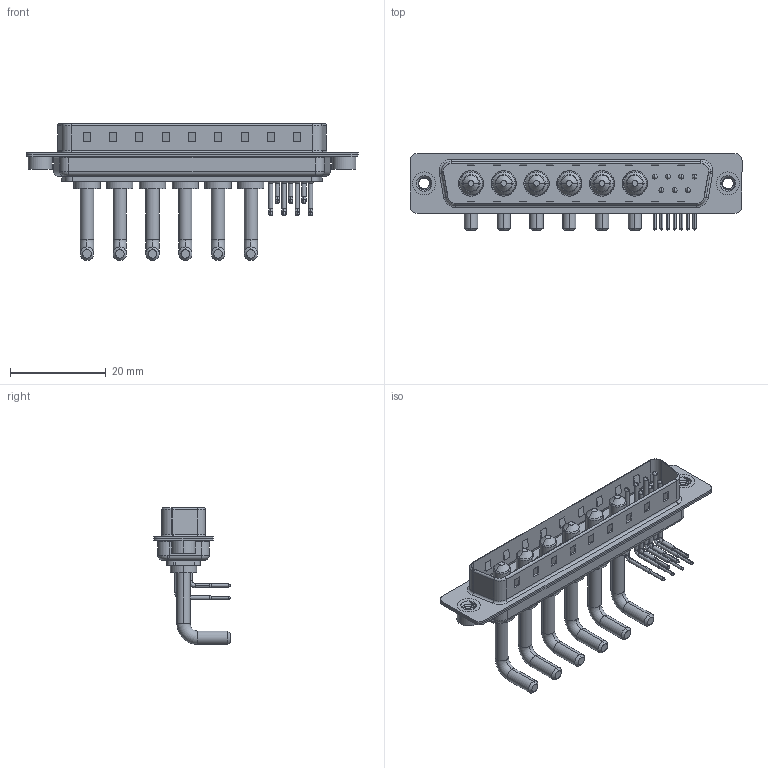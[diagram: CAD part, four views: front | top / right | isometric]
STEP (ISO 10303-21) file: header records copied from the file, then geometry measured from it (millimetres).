
FILE_DESCRIPTION (( 'STEP AP203' ), '1' );
FILE_NAME ('629-13W6650-2N2.STEP', '2022-05-14T20:02:12', ( '' ), ( '' ), 'SwSTEP 2.0', 'SolidWorks 2020', '' );
FILE_SCHEMA (( 'CONFIG_CONTROL_DESIGN' ));
Length unit declared in the file: millimetre
Products named in the file (8): 629Combo Contact Row 2; 629Combo Shell Front_37 Contacts; 629Combo Contact Row 1; 629Combo Housing_13W6; 629Combo Threaded Rivet_2; 629Combo Shell Rear_37 Contacts; Power Pin_Ext 20A RA; 629-13W6650-2N2
Assembly tree (18 placements, depth 2):
  629-13W6650-2N2
    629Combo Housing_13W6
    629Combo Shell Rear_37 Contacts
    629Combo Shell Front_37 Contacts
    629Combo Threaded Rivet_2  x2
    Power Pin_Ext 20A RA  x6
    629Combo Contact Row 1  x4
    629Combo Contact Row 2  x3
Bounding box: 69.4 x 16.05 x 28.63 mm (x, y, z)
Volume: 4911 mm3; surface area: 10260.2 mm2
Topology: 24 solids, 24 shells, 1440 faces, 3787 edges, 2424 vertices
Faces by surface type: plane 711, cylinder 519, cone 82, torus 74, bspline 54
Entity records: 24478 total; most frequent: CARTESIAN_POINT 5492, DIRECTION 3829, ORIENTED_EDGE 3660, EDGE_CURVE 1830, AXIS2_PLACEMENT_3D 1338, VERTEX_POINT 1176, LINE 1153, VECTOR 1153
